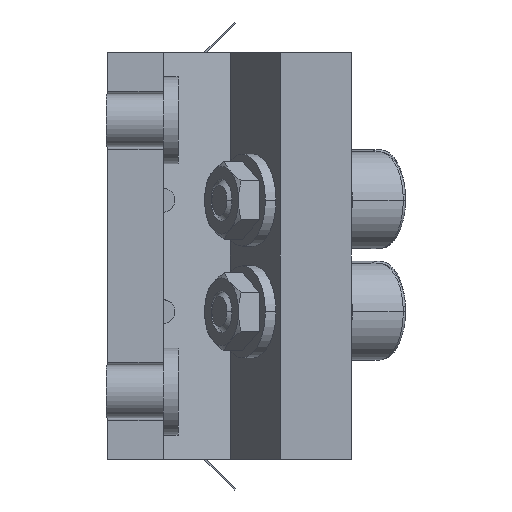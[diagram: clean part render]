
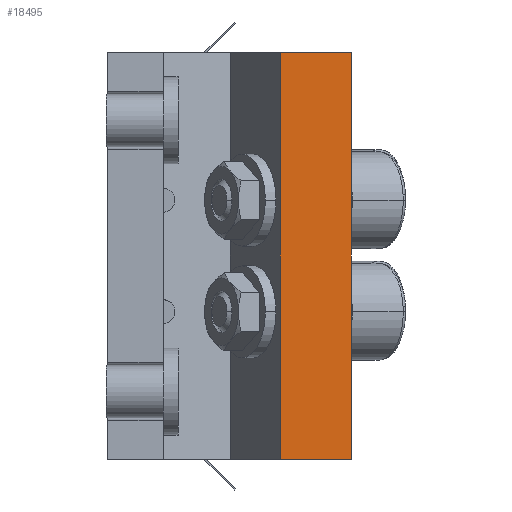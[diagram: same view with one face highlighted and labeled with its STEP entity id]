
A CAD part, left-side view. The second image highlights one B-rep face of the part: STEP entity #18495.
In plain terms, the highlighted planar face has unit normal (-1, 0, 0).
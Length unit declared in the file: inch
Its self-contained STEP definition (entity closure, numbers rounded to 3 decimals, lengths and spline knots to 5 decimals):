
#81 = CARTESIAN_POINT ( 'NONE',  ( -1.375, -0.393, -1.3125 ) ) ;
#197 = EDGE_CURVE ( 'NONE', #2211, #13640, #7415, .T. ) ;
#2211 = VERTEX_POINT ( 'NONE', #25431 ) ;
#3315 = FACE_OUTER_BOUND ( 'NONE', #18428, .T. ) ;
#6380 = CARTESIAN_POINT ( 'NONE',  ( -1.375, 0.06417, -1.3125 ) ) ;
#7415 = LINE ( 'NONE', #19492, #13432 ) ;
#7478 = EDGE_CURVE ( 'NONE', #27433, #23708, #19581, .T. ) ;
#7685 = CARTESIAN_POINT ( 'NONE',  ( -1.375, -0.393, 1.3125 ) ) ;
#8204 = CARTESIAN_POINT ( 'NONE',  ( -1.375, 0.06417, 1.3125 ) ) ;
#8524 = AXIS2_PLACEMENT_3D ( 'NONE', #6380, #13554, #11074 ) ;
#9681 = VECTOR ( 'NONE', #24410, 39.37008 ) ;
#10400 = DIRECTION ( 'NONE',  ( 0., -1., 0. ) ) ;
#11074 = DIRECTION ( 'NONE',  ( 0., 0., 1. ) ) ;
#12254 = ORIENTED_EDGE ( 'NONE', *, *, #197, .F. ) ;
#13136 = ORIENTED_EDGE ( 'NONE', *, *, #30403, .F. ) ;
#13432 = VECTOR ( 'NONE', #22006, 39.37008 ) ;
#13554 = DIRECTION ( 'NONE',  ( -1., 0., 0. ) ) ;
#13640 = VERTEX_POINT ( 'NONE', #21969 ) ;
#13844 = EDGE_CURVE ( 'NONE', #2211, #27433, #15789, .T. ) ;
#15789 = LINE ( 'NONE', #23166, #21766 ) ;
#18428 = EDGE_LOOP ( 'NONE', ( #13136, #12254, #26111, #19481 ) ) ;
#18495 = ADVANCED_FACE ( 'NONE', ( #3315 ), #22990, .T. ) ;
#19481 = ORIENTED_EDGE ( 'NONE', *, *, #7478, .T. ) ;
#19492 = CARTESIAN_POINT ( 'NONE',  ( -1.375, 0.06417, -1.3125 ) ) ;
#19581 = LINE ( 'NONE', #29444, #9681 ) ;
#20122 = LINE ( 'NONE', #8204, #21965 ) ;
#21766 = VECTOR ( 'NONE', #25362, 39.37008 ) ;
#21965 = VECTOR ( 'NONE', #10400, 39.37008 ) ;
#21969 = CARTESIAN_POINT ( 'NONE',  ( -1.375, 0.06417, 1.3125 ) ) ;
#22006 = DIRECTION ( 'NONE',  ( 0., 0., 1. ) ) ;
#22990 = PLANE ( 'NONE',  #8524 ) ;
#23166 = CARTESIAN_POINT ( 'NONE',  ( -1.375, 0.06417, -1.3125 ) ) ;
#23708 = VERTEX_POINT ( 'NONE', #7685 ) ;
#24410 = DIRECTION ( 'NONE',  ( 0., 0., 1. ) ) ;
#25362 = DIRECTION ( 'NONE',  ( 0., -1., 0. ) ) ;
#25431 = CARTESIAN_POINT ( 'NONE',  ( -1.375, 0.06417, -1.3125 ) ) ;
#26111 = ORIENTED_EDGE ( 'NONE', *, *, #13844, .T. ) ;
#27433 = VERTEX_POINT ( 'NONE', #81 ) ;
#29444 = CARTESIAN_POINT ( 'NONE',  ( -1.375, -0.393, -1.3125 ) ) ;
#30403 = EDGE_CURVE ( 'NONE', #13640, #23708, #20122, .T. ) ;
